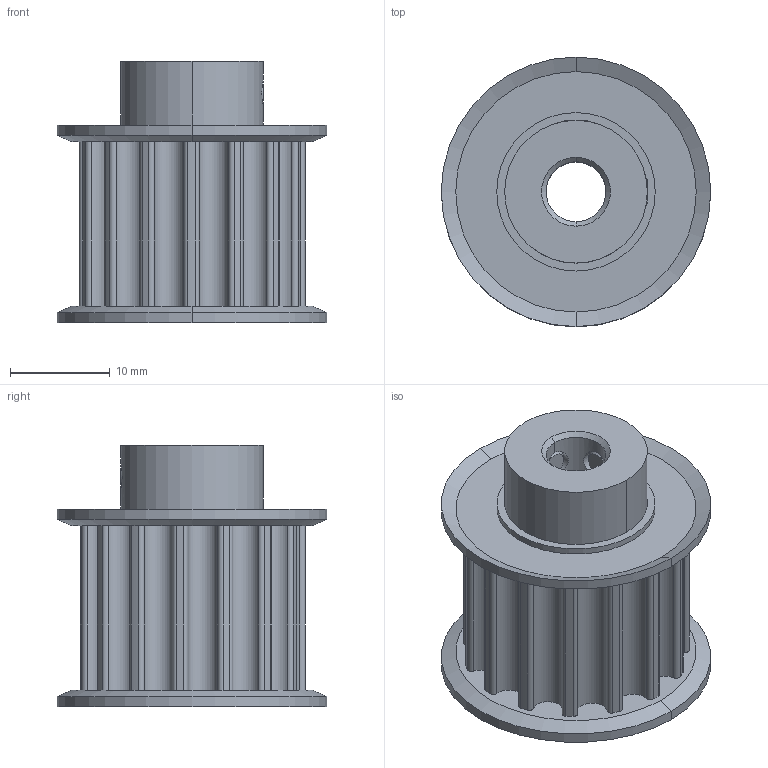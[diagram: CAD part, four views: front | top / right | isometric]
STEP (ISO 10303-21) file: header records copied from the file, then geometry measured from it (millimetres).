
FILE_DESCRIPTION((''),'2;1');
FILE_NAME('57630','2014-05-16T',('carefree'),(''),'PRO/ENGINEER BY PARAMETRIC TECHNOLOGY CORPORATION, 2005030','PRO/ENGINEER BY PARAMETRIC TECHNOLOGY CORPORATION, 2005030','');
FILE_SCHEMA(('CONFIG_CONTROL_DESIGN'));
Length unit declared in the file: millimetre
Products named in the file (1): 57630
Bounding box: 27 x 27 x 26.2 mm (x, y, z)
Volume: 6984.7 mm3; surface area: 4433.5 mm2
Topology: 1 solids, 1 shells, 125 faces, 330 edges, 216 vertices
Faces by surface type: cylinder 80, plane 25, cone 20
Entity records: 4348 total; most frequent: CARTESIAN_POINT 1043, DIRECTION 754, ORIENTED_EDGE 660, EDGE_CURVE 330, AXIS2_PLACEMENT_3D 307, VERTEX_POINT 216, CIRCLE 182, VECTOR 140
